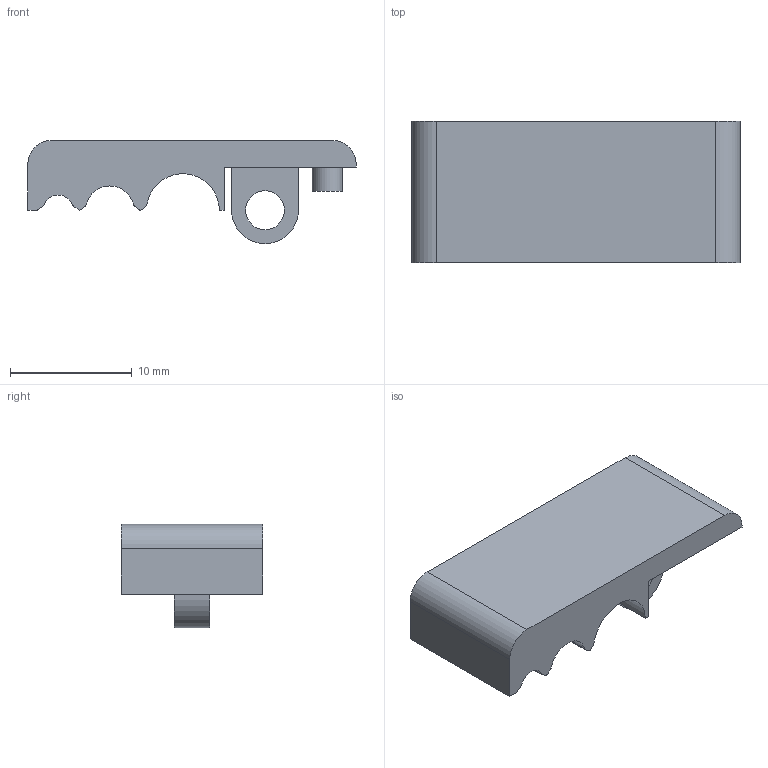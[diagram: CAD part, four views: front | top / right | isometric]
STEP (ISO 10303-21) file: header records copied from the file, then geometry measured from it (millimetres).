
FILE_DESCRIPTION(/* description */ ('STEP AP242','CAx-IF Rec.Pracs.---Representation and Presentation of Product Manufacturing Information (PMI)---4.0---2014-10-13','CAx-IF Rec.Pracs.---3D Tessellated Geometry---0.4---2014-09-14','2;1'),/* implementation_level */ '2;1');
FILE_NAME(/* name */ '662f50549e0c22593a8a4980',/* time_stamp */ '2024-04-29T07:46:29Z',/* author */ (''),/* organization */ (''),/* preprocessor_version */ 'ST-DEVELOPER v20',/* originating_system */ ' ',/* authorisation */ ' ');
FILE_SCHEMA (('AP242_MANAGED_MODEL_BASED_3D_ENGINEERING_MIM_LF { 1 0 10303 442 1 1 4 }'));
Length unit declared in the file: metre
Products named in the file (1): pen clip top
Bounding box: 27 x 11.6 x 8.5 mm (x, y, z)
Volume: 1142.1 mm3; surface area: 1114.9 mm2
Topology: 1 solids, 1 shells, 37 faces, 100 edges, 67 vertices
Faces by surface type: plane 19, cylinder 18
Full cylindrical faces by diameter (mm): 2.5 x1, 3.2 x1
Entity records: 1185 total; most frequent: DIRECTION 209, CARTESIAN_POINT 201, ORIENTED_EDGE 194, EDGE_CURVE 97, AXIS2_PLACEMENT_3D 74, VERTEX_POINT 66, LINE 61, VECTOR 61
